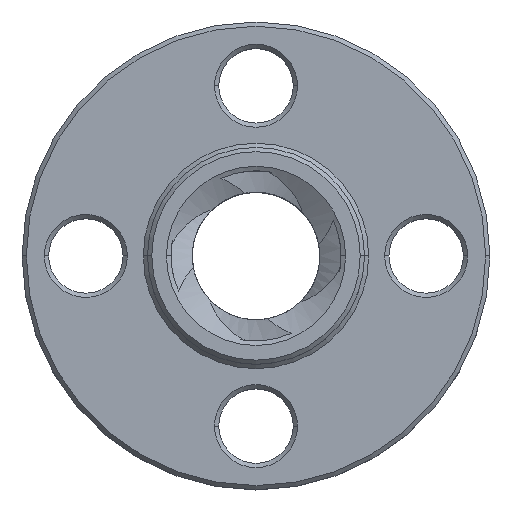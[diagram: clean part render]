
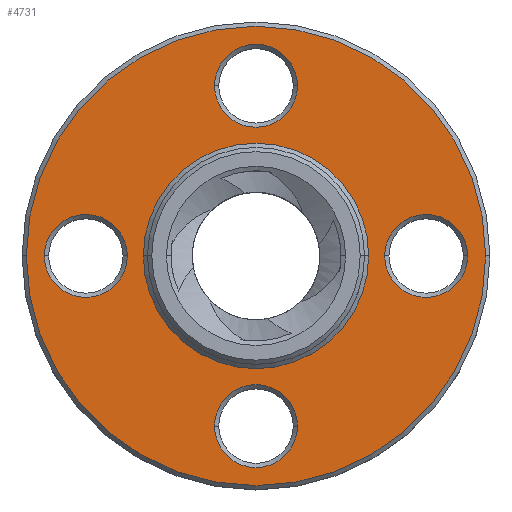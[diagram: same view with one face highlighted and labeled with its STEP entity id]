
A CAD part, top view. The second image highlights one B-rep face of the part: STEP entity #4731.
In plain terms, the highlighted planar face has unit normal (0, 0, 1).
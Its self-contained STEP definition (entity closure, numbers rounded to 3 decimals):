
#2 = CARTESIAN_POINT ( 'NONE',  ( 0., 8., 0. ) ) ;
#16 = CARTESIAN_POINT ( 'NONE',  ( -8., 0., 0. ) ) ;
#136 = ORIENTED_EDGE ( 'NONE', *, *, #252, .T. ) ;
#173 = CARTESIAN_POINT ( 'NONE',  ( -1.95, -8., 0. ) ) ;
#181 = VERTEX_POINT ( 'NONE', #1910 ) ;
#228 = DIRECTION ( 'NONE',  ( 1., 0., 0. ) ) ;
#229 = CARTESIAN_POINT ( 'NONE',  ( -5.3, 0., 0. ) ) ;
#252 = EDGE_CURVE ( 'NONE', #1804, #2033, #4671, .T. ) ;
#299 = DIRECTION ( 'NONE',  ( 1., 0., 0. ) ) ;
#385 = EDGE_LOOP ( 'NONE', ( #1985, #1001 ) ) ;
#390 = DIRECTION ( 'NONE',  ( 1., 0., 0. ) ) ;
#391 = ORIENTED_EDGE ( 'NONE', *, *, #1515, .T. ) ;
#404 = DIRECTION ( 'NONE',  ( 1., 0., 0. ) ) ;
#435 = DIRECTION ( 'NONE',  ( 0., 0., -1. ) ) ;
#565 = CIRCLE ( 'NONE', #1767, 1.95 ) ;
#578 = VERTEX_POINT ( 'NONE', #3727 ) ;
#599 = FACE_OUTER_BOUND ( 'NONE', #2947, .T. ) ;
#750 = AXIS2_PLACEMENT_3D ( 'NONE', #2587, #4866, #2208 ) ;
#822 = CIRCLE ( 'NONE', #4648, 1.95 ) ;
#877 = AXIS2_PLACEMENT_3D ( 'NONE', #1189, #3840, #1573 ) ;
#1001 = ORIENTED_EDGE ( 'NONE', *, *, #3467, .T. ) ;
#1132 = DIRECTION ( 'NONE',  ( 0., 0., 1. ) ) ;
#1180 = DIRECTION ( 'NONE',  ( 0., 0., -1. ) ) ;
#1189 = CARTESIAN_POINT ( 'NONE',  ( 0., -8., 0. ) ) ;
#1193 = DIRECTION ( 'NONE',  ( 0., 0., -1. ) ) ;
#1208 = EDGE_CURVE ( 'NONE', #2033, #1804, #3736, .T. ) ;
#1256 = EDGE_LOOP ( 'NONE', ( #4672, #2945 ) ) ;
#1277 = FACE_BOUND ( 'NONE', #1256, .T. ) ;
#1314 = EDGE_CURVE ( 'NONE', #4244, #2962, #565, .T. ) ;
#1389 = FACE_BOUND ( 'NONE', #385, .T. ) ;
#1451 = DIRECTION ( 'NONE',  ( 0., 0., -1. ) ) ;
#1515 = EDGE_CURVE ( 'NONE', #2862, #4791, #2024, .T. ) ;
#1521 = AXIS2_PLACEMENT_3D ( 'NONE', #3785, #1132, #2278 ) ;
#1573 = DIRECTION ( 'NONE',  ( 1., 0., 0. ) ) ;
#1767 = AXIS2_PLACEMENT_3D ( 'NONE', #3479, #1193, #3845 ) ;
#1788 = EDGE_CURVE ( 'NONE', #3905, #2287, #4321, .T. ) ;
#1804 = VERTEX_POINT ( 'NONE', #2485 ) ;
#1874 = DIRECTION ( 'NONE',  ( 0., 0., -1. ) ) ;
#1902 = AXIS2_PLACEMENT_3D ( 'NONE', #3722, #1451, #4097 ) ;
#1903 = PLANE ( 'NONE',  #1521 ) ;
#1910 = CARTESIAN_POINT ( 'NONE',  ( -9.95, 0., 0. ) ) ;
#1985 = ORIENTED_EDGE ( 'NONE', *, *, #4515, .T. ) ;
#2003 = ORIENTED_EDGE ( 'NONE', *, *, #3031, .T. ) ;
#2005 = ORIENTED_EDGE ( 'NONE', *, *, #1314, .T. ) ;
#2017 = CIRCLE ( 'NONE', #2666, 1.95 ) ;
#2024 = CIRCLE ( 'NONE', #4582, 1.95 ) ;
#2033 = VERTEX_POINT ( 'NONE', #3397 ) ;
#2100 = DIRECTION ( 'NONE',  ( 0., 0., -1. ) ) ;
#2141 = EDGE_CURVE ( 'NONE', #181, #4630, #3387, .T. ) ;
#2150 = EDGE_CURVE ( 'NONE', #2287, #3905, #822, .T. ) ;
#2208 = DIRECTION ( 'NONE',  ( 1., 0., 0. ) ) ;
#2212 = ORIENTED_EDGE ( 'NONE', *, *, #1208, .T. ) ;
#2267 = CARTESIAN_POINT ( 'NONE',  ( 6.05, 0., 0. ) ) ;
#2278 = DIRECTION ( 'NONE',  ( 1., 0., 0. ) ) ;
#2285 = FACE_BOUND ( 'NONE', #2716, .T. ) ;
#2287 = VERTEX_POINT ( 'NONE', #2399 ) ;
#2357 = CARTESIAN_POINT ( 'NONE',  ( -6.05, 0., 0. ) ) ;
#2363 = ORIENTED_EDGE ( 'NONE', *, *, #2141, .T. ) ;
#2382 = AXIS2_PLACEMENT_3D ( 'NONE', #2727, #435, #3112 ) ;
#2399 = CARTESIAN_POINT ( 'NONE',  ( 9.95, 0., 0. ) ) ;
#2415 = AXIS2_PLACEMENT_3D ( 'NONE', #4804, #2525, #228 ) ;
#2485 = CARTESIAN_POINT ( 'NONE',  ( 10.8, 0., 0. ) ) ;
#2525 = DIRECTION ( 'NONE',  ( 0., 0., 1. ) ) ;
#2587 = CARTESIAN_POINT ( 'NONE',  ( 0., 0., 0. ) ) ;
#2591 = DIRECTION ( 'NONE',  ( 0., 0., -1. ) ) ;
#2666 = AXIS2_PLACEMENT_3D ( 'NONE', #4870, #2591, #299 ) ;
#2678 = DIRECTION ( 'NONE',  ( 0., 0., -1. ) ) ;
#2688 = DIRECTION ( 'NONE',  ( 0., 0., -1. ) ) ;
#2704 = AXIS2_PLACEMENT_3D ( 'NONE', #4369, #2100, #4758 ) ;
#2716 = EDGE_LOOP ( 'NONE', ( #2005, #4939 ) ) ;
#2727 = CARTESIAN_POINT ( 'NONE',  ( 0., 0., 0. ) ) ;
#2862 = VERTEX_POINT ( 'NONE', #3014 ) ;
#2945 = ORIENTED_EDGE ( 'NONE', *, *, #1788, .T. ) ;
#2947 = EDGE_LOOP ( 'NONE', ( #2212, #136 ) ) ;
#2962 = VERTEX_POINT ( 'NONE', #4177 ) ;
#3014 = CARTESIAN_POINT ( 'NONE',  ( 1.95, -8., 0. ) ) ;
#3018 = CIRCLE ( 'NONE', #1902, 5.3 ) ;
#3031 = EDGE_CURVE ( 'NONE', #4791, #2862, #3612, .T. ) ;
#3112 = DIRECTION ( 'NONE',  ( 1., 0., 0. ) ) ;
#3167 = EDGE_LOOP ( 'NONE', ( #3303, #2363 ) ) ;
#3184 = FACE_BOUND ( 'NONE', #3167, .T. ) ;
#3303 = ORIENTED_EDGE ( 'NONE', *, *, #3508, .T. ) ;
#3387 = CIRCLE ( 'NONE', #4371, 1.95 ) ;
#3397 = CARTESIAN_POINT ( 'NONE',  ( -10.8, 0., 0. ) ) ;
#3465 = CARTESIAN_POINT ( 'NONE',  ( 8., 0., 0. ) ) ;
#3467 = EDGE_CURVE ( 'NONE', #578, #3897, #3018, .T. ) ;
#3479 = CARTESIAN_POINT ( 'NONE',  ( 0., 8., 0. ) ) ;
#3508 = EDGE_CURVE ( 'NONE', #4630, #181, #2017, .T. ) ;
#3612 = CIRCLE ( 'NONE', #877, 1.95 ) ;
#3701 = EDGE_CURVE ( 'NONE', #2962, #4244, #3781, .T. ) ;
#3722 = CARTESIAN_POINT ( 'NONE',  ( 0., 0., 0. ) ) ;
#3727 = CARTESIAN_POINT ( 'NONE',  ( 5.3, 0., 0. ) ) ;
#3736 = CIRCLE ( 'NONE', #2415, 10.8 ) ;
#3781 = CIRCLE ( 'NONE', #4700, 1.95 ) ;
#3785 = CARTESIAN_POINT ( 'NONE',  ( 0., 0., 0. ) ) ;
#3828 = DIRECTION ( 'NONE',  ( 1., 0., 0. ) ) ;
#3840 = DIRECTION ( 'NONE',  ( 0., 0., -1. ) ) ;
#3845 = DIRECTION ( 'NONE',  ( 1., 0., 0. ) ) ;
#3897 = VERTEX_POINT ( 'NONE', #229 ) ;
#3905 = VERTEX_POINT ( 'NONE', #2267 ) ;
#4060 = EDGE_LOOP ( 'NONE', ( #391, #2003 ) ) ;
#4097 = DIRECTION ( 'NONE',  ( 1., 0., 0. ) ) ;
#4145 = CARTESIAN_POINT ( 'NONE',  ( 0., -8., 0. ) ) ;
#4177 = CARTESIAN_POINT ( 'NONE',  ( -1.95, 8., 0. ) ) ;
#4178 = FACE_BOUND ( 'NONE', #4060, .T. ) ;
#4244 = VERTEX_POINT ( 'NONE', #4466 ) ;
#4321 = CIRCLE ( 'NONE', #2704, 1.95 ) ;
#4369 = CARTESIAN_POINT ( 'NONE',  ( 8., 0., 0. ) ) ;
#4371 = AXIS2_PLACEMENT_3D ( 'NONE', #16, #2688, #404 ) ;
#4466 = CARTESIAN_POINT ( 'NONE',  ( 1.95, 8., 0. ) ) ;
#4515 = EDGE_CURVE ( 'NONE', #3897, #578, #4898, .T. ) ;
#4534 = DIRECTION ( 'NONE',  ( 1., 0., 0. ) ) ;
#4582 = AXIS2_PLACEMENT_3D ( 'NONE', #4145, #1874, #4534 ) ;
#4630 = VERTEX_POINT ( 'NONE', #2357 ) ;
#4648 = AXIS2_PLACEMENT_3D ( 'NONE', #3465, #1180, #3828 ) ;
#4671 = CIRCLE ( 'NONE', #750, 10.8 ) ;
#4672 = ORIENTED_EDGE ( 'NONE', *, *, #2150, .T. ) ;
#4700 = AXIS2_PLACEMENT_3D ( 'NONE', #2, #2678, #390 ) ;
#4731 = ADVANCED_FACE ( 'NONE', ( #599, #1389, #2285, #1277, #4178, #3184 ), #1903, .T. ) ;
#4758 = DIRECTION ( 'NONE',  ( 1., 0., 0. ) ) ;
#4791 = VERTEX_POINT ( 'NONE', #173 ) ;
#4804 = CARTESIAN_POINT ( 'NONE',  ( 0., 0., 0. ) ) ;
#4866 = DIRECTION ( 'NONE',  ( 0., 0., 1. ) ) ;
#4870 = CARTESIAN_POINT ( 'NONE',  ( -8., 0., 0. ) ) ;
#4898 = CIRCLE ( 'NONE', #2382, 5.3 ) ;
#4939 = ORIENTED_EDGE ( 'NONE', *, *, #3701, .T. ) ;
